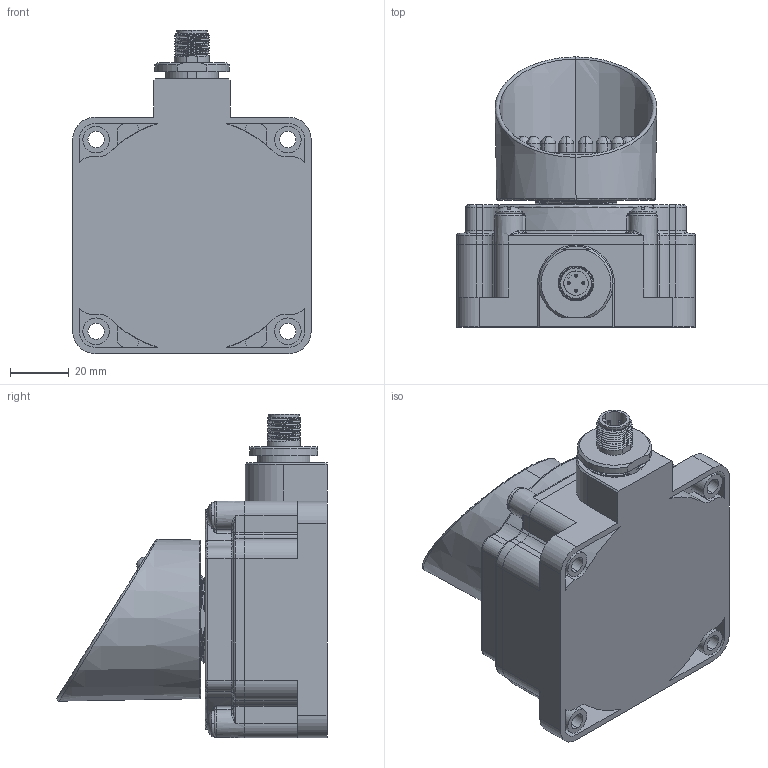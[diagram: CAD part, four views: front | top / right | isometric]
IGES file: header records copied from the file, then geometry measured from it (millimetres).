
Start section:  PTC IGES file: 148789.igs
Global section: file name: 148789.igs; native system: Pro/ENGINEER by Parametric Technology Corporation; preprocessor: 2009141; author: banengservice; organization: Unknown; date: 20100609.084035; units: inch
Bounding box: 80.85 x 91.55 x 109.58 mm (x, y, z)
Volume: 80236.6 mm3; surface area: 95717.9 mm2
Topology: 4 solids, 5 shells, 1345 faces, 3462 edges, 2168 vertices
Faces by surface type: revolution 784, bspline 561
